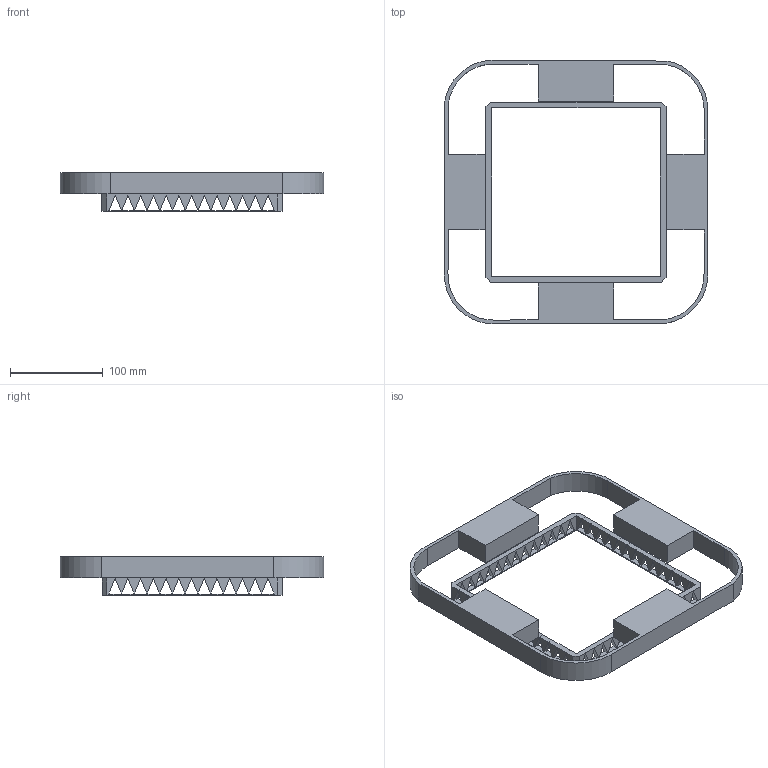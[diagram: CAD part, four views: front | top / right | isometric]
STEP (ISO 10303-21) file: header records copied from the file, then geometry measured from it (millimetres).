
FILE_DESCRIPTION(('STEP AP203'), '1');
FILE_NAME('ðàìà íèæíÿÿ', '', ('UNSPECIFIED'), ('UNSPECIFIED'), 'C3D Converter', 'C3D Toolkit', '');
FILE_SCHEMA(('CONFIG_CONTROL_DESIGN'));
Length unit declared in the file: millimetre
Bounding box: 283.97 x 284.13 x 42 mm (x, y, z)
Volume: 441904 mm3; surface area: 129972 mm2
Topology: 2 solids, 2 shells, 204 faces, 600 edges, 304 vertices
Faces by surface type: plane 196, cylinder 8
Entity records: 8165 total; most frequent: ORIENTED_EDGE 1200, CARTESIAN_POINT 1109, DIRECTION 1026, EDGE_CURVE 600, LINE 584, VECTOR 584, VERTEX_POINT 304, AXIS2_PLACEMENT_3D 221
